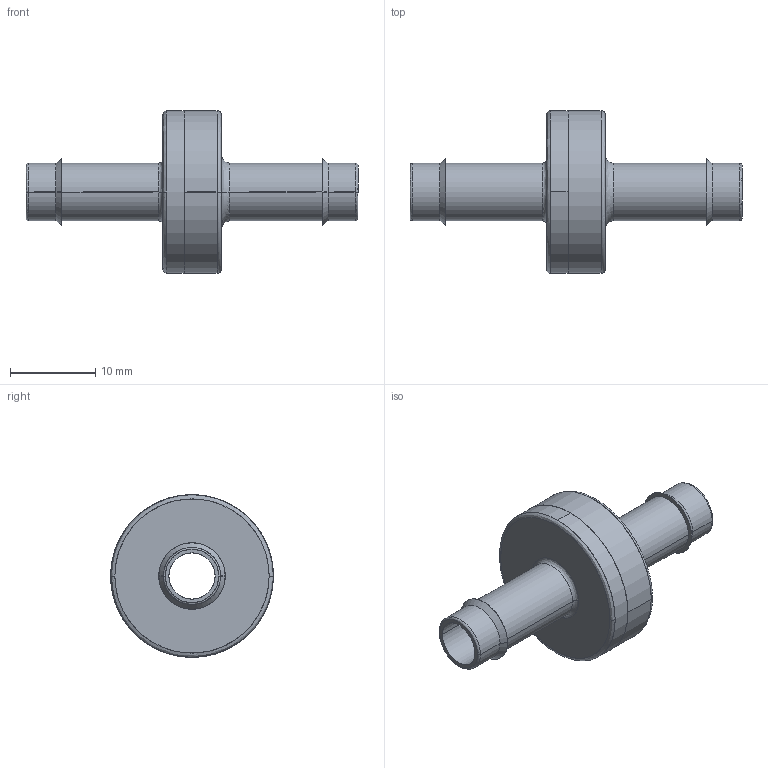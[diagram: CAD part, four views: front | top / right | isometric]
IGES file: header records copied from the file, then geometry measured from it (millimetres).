
Start section: SolidWorks IGES file using analytic representation for surfaces
Global section: file name: E-C-190033.IGS; native system: SolidWorks 2019; preprocessor: SolidWorks 2019; author: wtsang; date: 200205.101513; units: millimetre
Bounding box: 38.86 x 19.05 x 19.05 mm (x, y, z)
Surface area: 2784.5 mm2 (no closed solid volume)
Topology: 0 solids, 0 shells, 40 faces, 644 edges, 644 vertices
Faces by surface type: revolution 20, bspline 20
